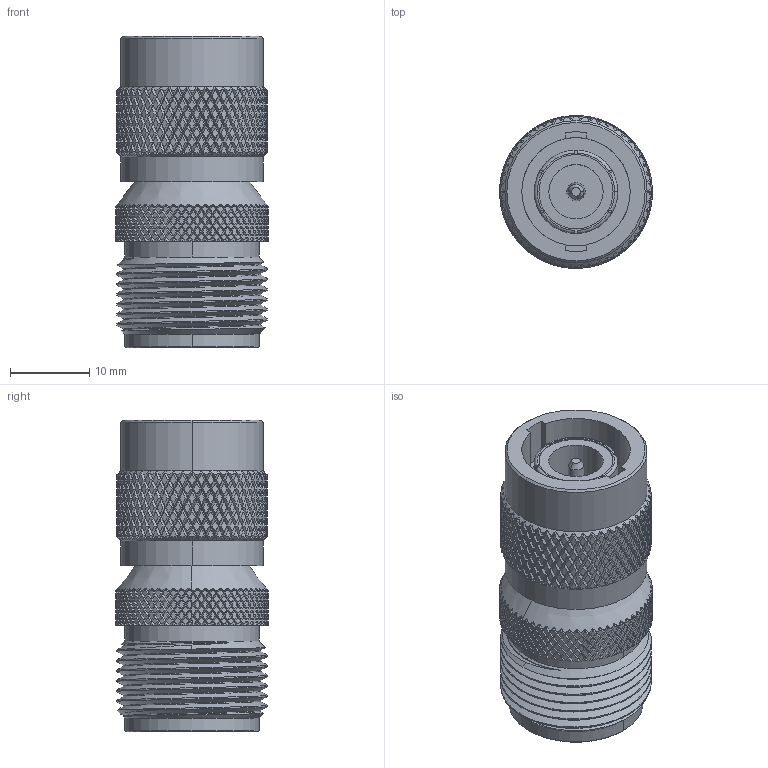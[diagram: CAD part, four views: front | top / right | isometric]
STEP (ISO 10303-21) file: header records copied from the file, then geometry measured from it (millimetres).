
FILE_DESCRIPTION (( 'STEP AP203' ), '1' );
FILE_NAME ('FMAD1288_3D.STEP', '2022-03-18T22:27:39', ( '' ), ( '' ), 'SwSTEP 2.0', 'SolidWorks 2021', '' );
FILE_SCHEMA (( 'CONFIG_CONTROL_DESIGN' ));
Length unit declared in the file: inch
Products named in the file (3): Copy of HN Female solid body for adapter^FMAD1288; Copy of C Male body for adapter^FMAD1288; FMAD1288_3D
Assembly tree (2 placements, depth 2):
  FMAD1288_3D
    Copy of C Male body for adapter^FMAD1288
    Copy of HN Female solid body for adapter^FMAD1288
Bounding box: 19.3 x 19.3 x 39.37 mm (x, y, z)
Volume: 7346.9 mm3; surface area: 6016.4 mm2
Topology: 2 solids, 3 shells, 4324 faces, 9285 edges, 4975 vertices
Faces by surface type: bspline 3283, cylinder 945, plane 56, cone 33, torus 7
Entity records: 161721 total; most frequent: CARTESIAN_POINT 104827, ORIENTED_EDGE 18570, EDGE_CURVE 9285, VERTEX_POINT 4975, EDGE_LOOP 4332, FACE_OUTER_BOUND 4324, ADVANCED_FACE 4324, B_SPLINE_CURVE_WITH_KNOTS 4183
